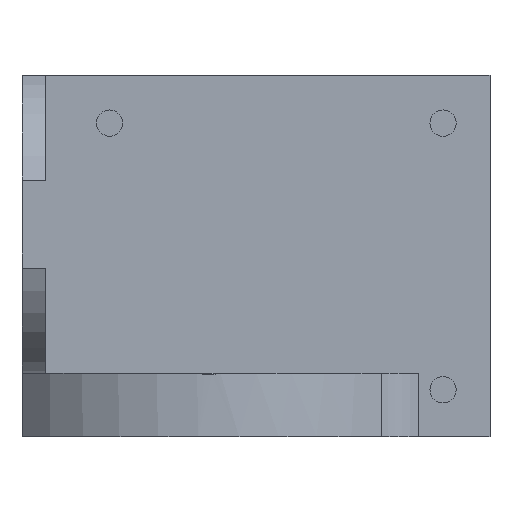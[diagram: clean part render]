
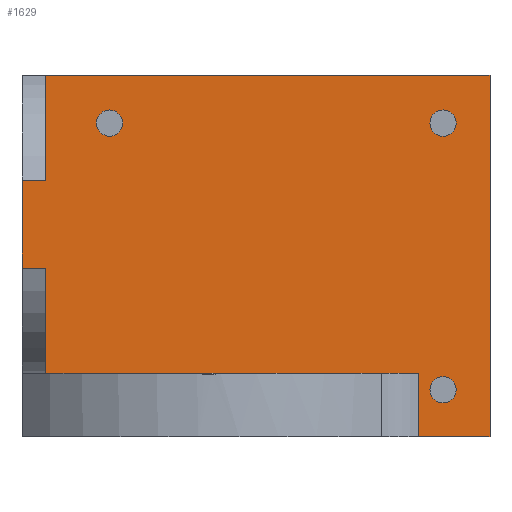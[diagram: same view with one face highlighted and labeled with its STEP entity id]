
A CAD part, front view. The second image highlights one B-rep face of the part: STEP entity #1629.
In plain terms, the highlighted planar face has unit normal (0, -1, 0).
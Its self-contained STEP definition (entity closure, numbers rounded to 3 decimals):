
#7 = EDGE_CURVE ( 'NONE', #1164, #584, #948, .T. ) ;
#11 = CARTESIAN_POINT ( 'NONE',  ( -12.459, -18.7, 37.75 ) ) ;
#31 = DIRECTION ( 'NONE',  ( 0., 0., 1. ) ) ;
#52 = CARTESIAN_POINT ( 'NONE',  ( -20.459, -18.7, 32.228 ) ) ;
#76 = VERTEX_POINT ( 'NONE', #1330 ) ;
#78 = CARTESIAN_POINT ( 'NONE',  ( -12.459, -18.7, 41.05 ) ) ;
#80 = CARTESIAN_POINT ( 'NONE',  ( -23.459, -18.7, 45.4 ) ) ;
#84 = CARTESIAN_POINT ( 'NONE',  ( 26.34, -18.7, 8. ) ) ;
#96 = ORIENTED_EDGE ( 'NONE', *, *, #1843, .T. ) ;
#131 = CARTESIAN_POINT ( 'NONE',  ( -20.459, -18.7, 45.4 ) ) ;
#137 = AXIS2_PLACEMENT_3D ( 'NONE', #1860, #788, #1724 ) ;
#147 = EDGE_LOOP ( 'NONE', ( #578, #1460 ) ) ;
#181 = PLANE ( 'NONE',  #1759 ) ;
#227 = DIRECTION ( 'NONE',  ( 0., 0., -1. ) ) ;
#319 = DIRECTION ( 'NONE',  ( 0., 0., 1. ) ) ;
#328 = LINE ( 'NONE', #1436, #537 ) ;
#394 = FACE_OUTER_BOUND ( 'NONE', #1480, .T. ) ;
#418 = CIRCLE ( 'NONE', #1406, 1.65 ) ;
#438 = CARTESIAN_POINT ( 'NONE',  ( 23.459, -18.7, 0. ) ) ;
#453 = DIRECTION ( 'NONE',  ( 0., -1., 0. ) ) ;
#462 = ORIENTED_EDGE ( 'NONE', *, *, #597, .T. ) ;
#467 = CARTESIAN_POINT ( 'NONE',  ( -20.459, -18.7, 32.228 ) ) ;
#477 = CARTESIAN_POINT ( 'NONE',  ( 29.441, -18.7, 5.9 ) ) ;
#492 = LINE ( 'NONE', #1979, #1813 ) ;
#510 = VECTOR ( 'NONE', #2074, 1000. ) ;
#515 = ORIENTED_EDGE ( 'NONE', *, *, #647, .F. ) ;
#520 = CARTESIAN_POINT ( 'NONE',  ( -12.459, -18.7, 39.4 ) ) ;
#537 = VECTOR ( 'NONE', #319, 1000. ) ;
#545 = DIRECTION ( 'NONE',  ( 0., -1., 0. ) ) ;
#563 = VECTOR ( 'NONE', #1919, 1000. ) ;
#578 = ORIENTED_EDGE ( 'NONE', *, *, #7, .F. ) ;
#584 = VERTEX_POINT ( 'NONE', #78 ) ;
#597 = EDGE_CURVE ( 'NONE', #1466, #1999, #1718, .T. ) ;
#633 = AXIS2_PLACEMENT_3D ( 'NONE', #1369, #2274, #1382 ) ;
#647 = EDGE_CURVE ( 'NONE', #1937, #1761, #492, .T. ) ;
#651 = DIRECTION ( 'NONE',  ( 0., -1., 0. ) ) ;
#664 = CARTESIAN_POINT ( 'NONE',  ( -20.459, -18.7, 45.4 ) ) ;
#688 = DIRECTION ( 'NONE',  ( 0., 0., -1. ) ) ;
#704 = DIRECTION ( 'NONE',  ( 0., -1., 0. ) ) ;
#707 = EDGE_CURVE ( 'NONE', #1674, #1761, #328, .T. ) ;
#772 = ORIENTED_EDGE ( 'NONE', *, *, #1848, .T. ) ;
#788 = DIRECTION ( 'NONE',  ( 0., -1., 0. ) ) ;
#800 = CARTESIAN_POINT ( 'NONE',  ( -23.459, -18.7, 21.172 ) ) ;
#830 = CARTESIAN_POINT ( 'NONE',  ( -23.459, -18.7, 21.172 ) ) ;
#867 = DIRECTION ( 'NONE',  ( 1., 0., 0. ) ) ;
#880 = ORIENTED_EDGE ( 'NONE', *, *, #1564, .T. ) ;
#881 = LINE ( 'NONE', #2286, #563 ) ;
#895 = VECTOR ( 'NONE', #1722, 1000. ) ;
#935 = ORIENTED_EDGE ( 'NONE', *, *, #1766, .T. ) ;
#948 = CIRCLE ( 'NONE', #2080, 1.65 ) ;
#1001 = ORIENTED_EDGE ( 'NONE', *, *, #2160, .F. ) ;
#1013 = EDGE_CURVE ( 'NONE', #584, #1164, #418, .T. ) ;
#1077 = EDGE_CURVE ( 'NONE', #2005, #2240, #1686, .T. ) ;
#1080 = CARTESIAN_POINT ( 'NONE',  ( 23.459, -18.7, 0. ) ) ;
#1082 = VERTEX_POINT ( 'NONE', #1803 ) ;
#1107 = DIRECTION ( 'NONE',  ( 0., 0., -1. ) ) ;
#1159 = CIRCLE ( 'NONE', #1677, 1.65 ) ;
#1164 = VERTEX_POINT ( 'NONE', #11 ) ;
#1166 = LINE ( 'NONE', #438, #1255 ) ;
#1194 = ORIENTED_EDGE ( 'NONE', *, *, #1077, .F. ) ;
#1209 = EDGE_CURVE ( 'NONE', #1082, #1674, #1166, .T. ) ;
#1255 = VECTOR ( 'NONE', #2073, 1000. ) ;
#1330 = CARTESIAN_POINT ( 'NONE',  ( -23.459, -18.7, 32.228 ) ) ;
#1332 = LINE ( 'NONE', #2043, #895 ) ;
#1341 = CARTESIAN_POINT ( 'NONE',  ( 29.441, -18.7, 4.25 ) ) ;
#1361 = LINE ( 'NONE', #52, #1850 ) ;
#1369 = CARTESIAN_POINT ( 'NONE',  ( 29.441, -18.7, 5.9 ) ) ;
#1382 = DIRECTION ( 'NONE',  ( 0., 0., -1. ) ) ;
#1394 = FACE_BOUND ( 'NONE', #147, .T. ) ;
#1400 = ORIENTED_EDGE ( 'NONE', *, *, #1745, .F. ) ;
#1406 = AXIS2_PLACEMENT_3D ( 'NONE', #520, #704, #688 ) ;
#1420 = CARTESIAN_POINT ( 'NONE',  ( 35.341, -18.7, 8. ) ) ;
#1429 = CARTESIAN_POINT ( 'NONE',  ( -20.459, -18.7, 21.172 ) ) ;
#1431 = CIRCLE ( 'NONE', #137, 1.65 ) ;
#1436 = CARTESIAN_POINT ( 'NONE',  ( 35.341, -18.7, 0. ) ) ;
#1455 = CIRCLE ( 'NONE', #633, 1.65 ) ;
#1460 = ORIENTED_EDGE ( 'NONE', *, *, #1013, .F. ) ;
#1466 = VERTEX_POINT ( 'NONE', #800 ) ;
#1480 = EDGE_LOOP ( 'NONE', ( #772, #96, #1993, #1632, #515, #1001, #880, #2130, #462, #935 ) ) ;
#1501 = VERTEX_POINT ( 'NONE', #1681 ) ;
#1520 = LINE ( 'NONE', #80, #1764 ) ;
#1564 = EDGE_CURVE ( 'NONE', #1709, #76, #1332, .T. ) ;
#1601 = AXIS2_PLACEMENT_3D ( 'NONE', #1658, #545, #1107 ) ;
#1616 = CARTESIAN_POINT ( 'NONE',  ( -12.459, -18.7, 39.4 ) ) ;
#1629 = ADVANCED_FACE ( 'NONE', ( #1394, #2193, #2040, #394 ), #181, .T. ) ;
#1632 = ORIENTED_EDGE ( 'NONE', *, *, #707, .T. ) ;
#1658 = CARTESIAN_POINT ( 'NONE',  ( 29.441, -18.7, 39.4 ) ) ;
#1674 = VERTEX_POINT ( 'NONE', #1955 ) ;
#1677 = AXIS2_PLACEMENT_3D ( 'NONE', #477, #651, #1687 ) ;
#1681 = CARTESIAN_POINT ( 'NONE',  ( -20.459, -18.7, 8. ) ) ;
#1686 = CIRCLE ( 'NONE', #1601, 1.65 ) ;
#1687 = DIRECTION ( 'NONE',  ( 0., 0., -1. ) ) ;
#1704 = VECTOR ( 'NONE', #1911, 1000. ) ;
#1709 = VERTEX_POINT ( 'NONE', #467 ) ;
#1717 = EDGE_CURVE ( 'NONE', #1882, #2131, #1159, .T. ) ;
#1718 = LINE ( 'NONE', #830, #1704 ) ;
#1722 = DIRECTION ( 'NONE',  ( -1., 0., 0. ) ) ;
#1724 = DIRECTION ( 'NONE',  ( 0., 0., -1. ) ) ;
#1745 = EDGE_CURVE ( 'NONE', #2131, #1882, #1455, .T. ) ;
#1754 = LINE ( 'NONE', #1420, #2332 ) ;
#1759 = AXIS2_PLACEMENT_3D ( 'NONE', #1080, #453, #2112 ) ;
#1761 = VERTEX_POINT ( 'NONE', #2259 ) ;
#1764 = VECTOR ( 'NONE', #1865, 1000. ) ;
#1766 = EDGE_CURVE ( 'NONE', #1999, #1501, #1869, .T. ) ;
#1780 = DIRECTION ( 'NONE',  ( 1., 0., 0. ) ) ;
#1799 = DIRECTION ( 'NONE',  ( 0., -1., 0. ) ) ;
#1803 = CARTESIAN_POINT ( 'NONE',  ( 26.34, -18.7, 0. ) ) ;
#1808 = EDGE_CURVE ( 'NONE', #2240, #2005, #1431, .T. ) ;
#1813 = VECTOR ( 'NONE', #867, 1000. ) ;
#1818 = VERTEX_POINT ( 'NONE', #84 ) ;
#1843 = EDGE_CURVE ( 'NONE', #1818, #1082, #881, .T. ) ;
#1848 = EDGE_CURVE ( 'NONE', #1501, #1818, #1754, .T. ) ;
#1850 = VECTOR ( 'NONE', #31, 1000. ) ;
#1860 = CARTESIAN_POINT ( 'NONE',  ( 29.441, -18.7, 39.4 ) ) ;
#1865 = DIRECTION ( 'NONE',  ( 0., 0., 1. ) ) ;
#1869 = LINE ( 'NONE', #664, #510 ) ;
#1882 = VERTEX_POINT ( 'NONE', #2139 ) ;
#1911 = DIRECTION ( 'NONE',  ( 1., 0., 0. ) ) ;
#1919 = DIRECTION ( 'NONE',  ( 0., 0., -1. ) ) ;
#1937 = VERTEX_POINT ( 'NONE', #131 ) ;
#1955 = CARTESIAN_POINT ( 'NONE',  ( 35.341, -18.7, 0. ) ) ;
#1979 = CARTESIAN_POINT ( 'NONE',  ( 35.341, -18.7, 45.4 ) ) ;
#1993 = ORIENTED_EDGE ( 'NONE', *, *, #1209, .T. ) ;
#1999 = VERTEX_POINT ( 'NONE', #1429 ) ;
#2005 = VERTEX_POINT ( 'NONE', #2195 ) ;
#2040 = FACE_BOUND ( 'NONE', #2128, .T. ) ;
#2043 = CARTESIAN_POINT ( 'NONE',  ( -20.459, -18.7, 32.228 ) ) ;
#2073 = DIRECTION ( 'NONE',  ( 1., 0., 0. ) ) ;
#2074 = DIRECTION ( 'NONE',  ( 0., 0., -1. ) ) ;
#2080 = AXIS2_PLACEMENT_3D ( 'NONE', #1616, #1799, #227 ) ;
#2112 = DIRECTION ( 'NONE',  ( 0., 0., -1. ) ) ;
#2128 = EDGE_LOOP ( 'NONE', ( #1400, #2352 ) ) ;
#2130 = ORIENTED_EDGE ( 'NONE', *, *, #2194, .F. ) ;
#2131 = VERTEX_POINT ( 'NONE', #1341 ) ;
#2139 = CARTESIAN_POINT ( 'NONE',  ( 29.441, -18.7, 7.55 ) ) ;
#2160 = EDGE_CURVE ( 'NONE', #1709, #1937, #1361, .T. ) ;
#2169 = ORIENTED_EDGE ( 'NONE', *, *, #1808, .F. ) ;
#2193 = FACE_BOUND ( 'NONE', #2326, .T. ) ;
#2194 = EDGE_CURVE ( 'NONE', #1466, #76, #1520, .T. ) ;
#2195 = CARTESIAN_POINT ( 'NONE',  ( 29.441, -18.7, 41.05 ) ) ;
#2240 = VERTEX_POINT ( 'NONE', #2255 ) ;
#2255 = CARTESIAN_POINT ( 'NONE',  ( 29.441, -18.7, 37.75 ) ) ;
#2259 = CARTESIAN_POINT ( 'NONE',  ( 35.341, -18.7, 45.4 ) ) ;
#2274 = DIRECTION ( 'NONE',  ( 0., -1., 0. ) ) ;
#2286 = CARTESIAN_POINT ( 'NONE',  ( 26.34, -18.7, 0. ) ) ;
#2326 = EDGE_LOOP ( 'NONE', ( #2169, #1194 ) ) ;
#2332 = VECTOR ( 'NONE', #1780, 1000. ) ;
#2352 = ORIENTED_EDGE ( 'NONE', *, *, #1717, .F. ) ;
